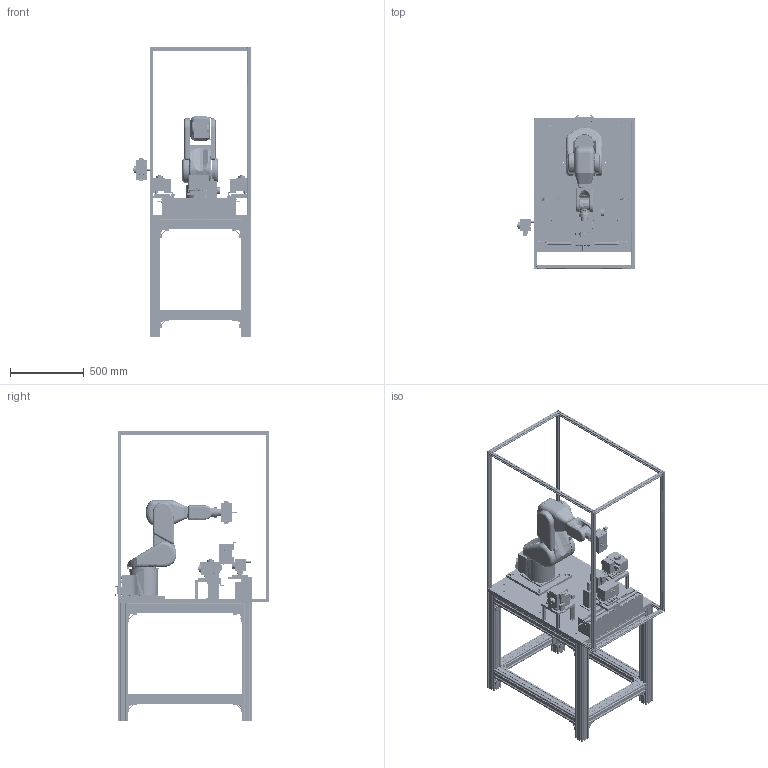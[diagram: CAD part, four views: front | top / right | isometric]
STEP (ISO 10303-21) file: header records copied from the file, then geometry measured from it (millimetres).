
FILE_DESCRIPTION(('FreeCAD Model'),'2;1');
FILE_NAME('Open CASCADE Shape Model','2025-05-02T20:48:36',('FreeCAD'),( 'FreeCAD'),'Open CASCADE STEP processor 7.6','FreeCAD','Unknown');
FILE_SCHEMA(('AUTOMOTIVE_DESIGN { 1 0 10303 214 1 1 1 1 }'));
Products named in the file (1): Open CASCADE STEP translator 7.6 1
Bounding box: 801.45 x 1041.9 x 1960.87 mm (x, y, z)
Volume: 64861457.6 mm3; surface area: 15627909.2 mm2
Topology: 296 solids, 313 shells, 11027 faces, 30057 edges, 20282 vertices
Faces by surface type: bspline 11027
Entity records: 372821 total; most frequent: CARTESIAN_POINT 196564, ORIENTED_EDGE 59986, EDGE_CURVE 29993, B_SPLINE_CURVE_WITH_KNOTS 20972, VERTEX_POINT 20282, FACE_BOUND 13057, EDGE_LOOP 13057, ADVANCED_FACE 11044
